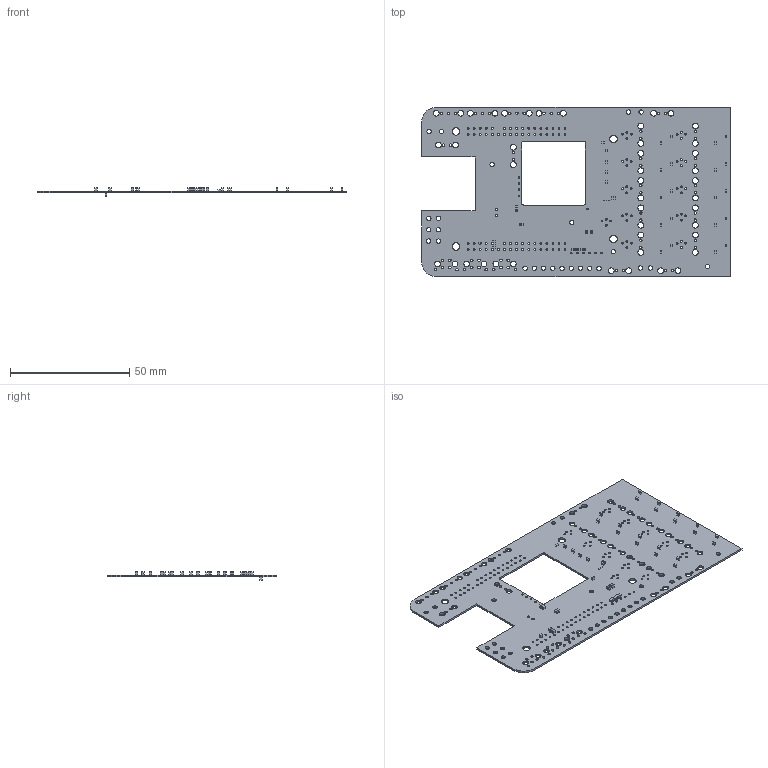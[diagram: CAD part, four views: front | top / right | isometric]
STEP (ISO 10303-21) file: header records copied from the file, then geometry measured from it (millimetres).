
FILE_DESCRIPTION(('Open CASCADE Model'),'2;1');
FILE_NAME('Open CASCADE Shape Model','2020-08-28T12:35:04',('Author'),( 'Open CASCADE'),'Open CASCADE STEP processor 6.8','Open CASCADE 6.8' ,'Unknown');
FILE_SCHEMA(('AUTOMOTIVE_DESIGN { 1 0 10303 214 1 1 1 1 }'));
Length unit declared in the file: millimetre
Products named in the file (59): PCB; Board; R38; 549607272; Extruded; R37; R36_FET10; R36_FET9; R36_FET8; R36_FET7; R36_FET6; R36_FET5; R36_FET4; R36_FET3; R36_FET2; R36_FET1; R35; R34; R33; R32; R24; 549607544; R23; R21; R20; R19; R6; R7; R8; R9; R10; R11; R12; R13; R14; R15; R16; R17; R18; R22_FET1 ...
Assembly tree (106 placements, depth 4):
  PCB
    Board
    R38
      549607272
        Extruded
    R37
      549607272
        Extruded
    R36_FET10
      549607272
        Extruded
    R36_FET9
      549607272
        Extruded
    R36_FET8
      549607272
        Extruded
    R36_FET7
      549607272
        Extruded
    R36_FET6
      549607272
        Extruded
    R36_FET5
      549607272
        Extruded
    R36_FET4
      549607272
        Extruded
    R36_FET3
      549607272
        Extruded
    R36_FET2
      549607272
        Extruded
    R36_FET1
      549607272
        Extruded
    R35
      549607272
        Extruded
    R34
      549607272
        Extruded
    R33
      549607272
        Extruded
    R32
      549607272
        Extruded
    R24
      549607544
        Extruded
    R23
      549607272
        Extruded
    R21
      549607544
        Extruded
    R20
Bounding box: 129.54 x 71.12 x 3.4 mm (x, y, z)
Volume: 6092.1 mm3; surface area: 16679.6 mm2
Topology: 52 solids, 52 shells, 611 faces, 1521 edges, 1014 vertices
Faces by surface type: plane 348, cylinder 263
Full cylindrical faces by diameter (mm): 0.2 x3, 0.762 x120, 0.9 x2, 1.016 x60, 1.829 x24, 2.413 x44, 3.175 x4
Entity records: 13515 total; most frequent: DIRECTION 2331, CARTESIAN_POINT 2005, ORIENTED_EDGE 1890, AXIS2_PLACEMENT_3D 956, EDGE_CURVE 945, FACE_BOUND 841, EDGE_LOOP 841, VERTEX_POINT 630
